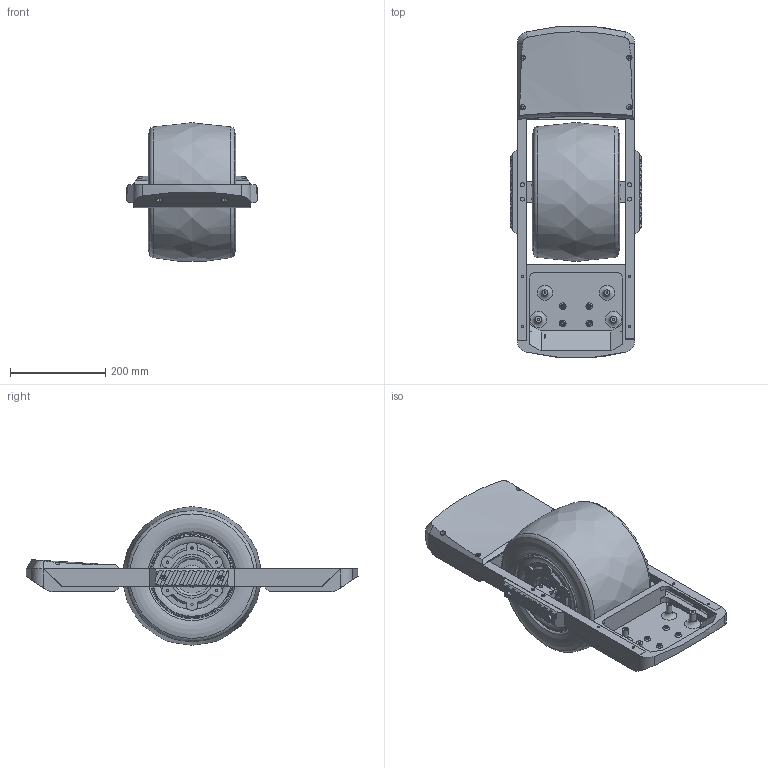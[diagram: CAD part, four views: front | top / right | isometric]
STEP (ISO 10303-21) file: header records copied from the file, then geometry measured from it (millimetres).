
FILE_DESCRIPTION(/* description */ (''),/* implementation_level */ '2;1');
FILE_NAME(/* name */ 'Hoverwheel v1.step',/* time_stamp */ '2024-02-01T21:47:48-06:00',/* author */ (''),/* organization */ (''),/* preprocessor_version */ 'ST-DEVELOPER v20',/* originating_system */ 'Autodesk Translation Framework v12.14.0.127',/* authorisation */ '');
FILE_SCHEMA (('AUTOMOTIVE_DESIGN { 1 0 10303 214 3 1 1 }'));
Products named in the file (27): OneWheel; Right Rail; Hub Motor; Hub; Hub Motor_Valve; Tire Bead; Hoverboard Motor; Motor, BLDC, Hoverboard Wheel, 6.5in v2(Mirror); Tire Bead(Mirror); Tire; Front Electronics Compartment; WS2812B Black 60leds_m v7; WS2812_RGB_LED_updated v3; Left Rail; Vestar Battery (5.2Ah); Rear Foot Pad; Rear Battery Compartment; Right Bumper; Left Motor Bracket; Bottom; Hub Motor Shaft Bracket; Left Bumper; Right Motor Bracket; Bottom(Mirror); Hub Motor Shaft Bracket v2(Mirror); LED Diffuser; Fender
Assembly tree (33 placements, depth 4):
  OneWheel
    Right Rail
    Hub Motor
      Hub
        Hub Motor_Valve
      Tire Bead
      Hoverboard Motor
      Motor, BLDC, Hoverboard Wheel, 6.5in v2(Mirror)
      Tire Bead(Mirror)
      Tire
    Front Electronics Compartment
      WS2812B Black 60leds_m v7
        WS2812_RGB_LED_updated v3  x8
    Left Rail
    Vestar Battery (5.2Ah)
    Rear Foot Pad
    Rear Battery Compartment
    Right Bumper
    Left Motor Bracket
      Bottom
      Hub Motor Shaft Bracket
    Left Bumper
    Right Motor Bracket
      Bottom(Mirror)
      Hub Motor Shaft Bracket v2(Mirror)
    LED Diffuser
    Fender
Bounding box: 276.85 x 697.67 x 291.13 mm (x, y, z)
Volume: 13746673 mm3; surface area: 1468123.3 mm2
Topology: 36 solids, 36 shells, 7774 faces, 22266 edges, 14833 vertices
Faces by surface type: bspline 4428, plane 2676, cylinder 571, cone 76, torus 23
Full cylindrical faces by diameter (mm): 1.146 x8, 2.9 x4, 3.9 x16, 4.7 x24, 4.9 x12, 5 x24, 6.5 x2, 6.75 x8, 7 x4, 8 x4, 8.128 x20, 9 x1, 9.5 x1, 10 x3, 11 x13, 12 x9, 13 x1, 14 x3, 16 x2, 28 x2, 92.2 x2, 130 x2, 135 x4, 148.2 x1, 180 x2
Entity records: 65035 total; most frequent: CARTESIAN_POINT 21632, ORIENTED_EDGE 9826, DIRECTION 7081, EDGE_CURVE 4913, VERTEX_POINT 3262, LINE 2699, VECTOR 2699, AXIS2_PLACEMENT_3D 2191
